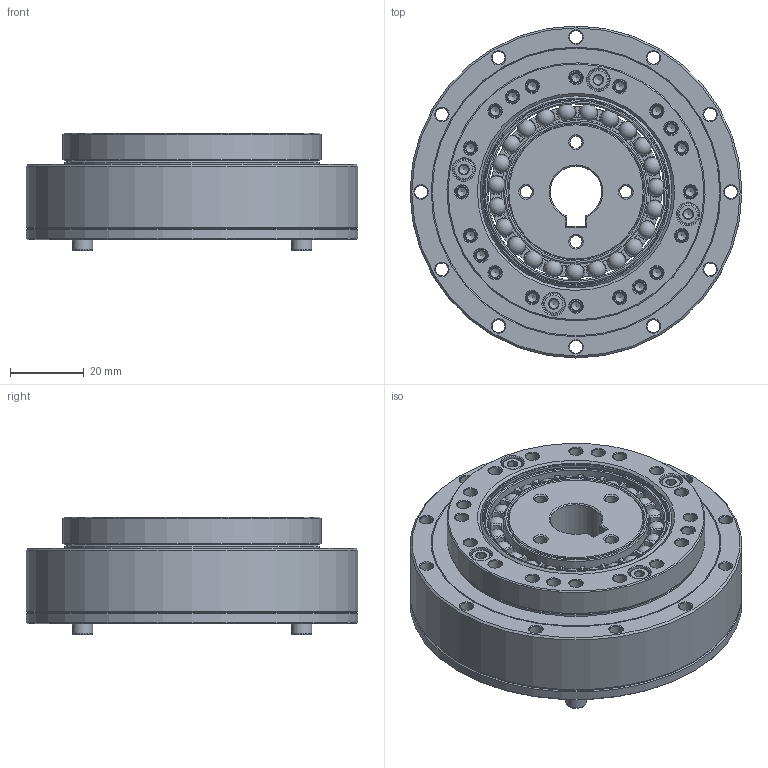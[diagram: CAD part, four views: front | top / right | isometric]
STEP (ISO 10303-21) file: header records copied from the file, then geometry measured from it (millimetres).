
FILE_DESCRIPTION(/* description */ (''),/* implementation_level */ '2;1');
FILE_NAME(/* name */ 'LHT-20-XX-U-I-DL-φ14.stp',/* time_stamp */ '2023-07-12T08:36:33+08:00',/* author */ (''),/* organization */ (''),/* preprocessor_version */ 'ST-DEVELOPER v16.7',/* originating_system */ 'SIEMENS PLM Software NX 12.0',/* authorisation */ '');
FILE_SCHEMA (('AUTOMOTIVE_DESIGN { 1 0 10303 214 3 1 1 1 }'));
Length unit declared in the file: millimetre
Products named in the file (13): EB375007-20KC-46; EB375007-20KC-01; TC-69x78x5; 发生器LSS-20-DL-φ14; O-75x1.5; O-55x0.5; GB-T70.1-2000,M3x8; GB-T70.1-2000,M3x10; 柔轮LHT-20; 刚轮LHT-20; EB375007-20KC; 交叉轴承LHT-20; LHT-20-XX-U-I-DL-φ14
Assembly tree (18 placements, depth 3):
  LHT-20-XX-U-I-DL-φ14
    交叉轴承LHT-20
      TC-69x78x5
    刚轮LHT-20
    柔轮LHT-20
    EB375007-20KC
      EB375007-20KC-01
      EB375007-20KC-46
    GB-T70.1-2000,M3x10  x4
    GB-T70.1-2000,M3x8  x4
    O-55x0.5
    O-75x1.5
    发生器LSS-20-DL-φ14
Bounding box: 90 x 90 x 32 mm (x, y, z)
Volume: 94778.1 mm3; surface area: 77443.9 mm2
Topology: 42 solids, 42 shells, 808 faces, 1907 edges, 1162 vertices
Faces by surface type: cone 282, plane 214, cylinder 199, torus 88, sphere 23, revolution 2
Full cylindrical faces by diameter (mm): 2.05 x2, 2.5 x32, 2.874 x8, 3.3 x4, 3.5 x56, 5.5 x8, 6 x4, 22 x1, 36 x1, 37 x2, 39.25 x2, 40.64 x1, 44 x1, 46.36 x1, 47.79 x2, 50 x2, 50.71 x1, 51.865 x1, 52.063 x1, 55 x2, 56.4 x1, 63.3 x1, 68.6 x1, 69 x2, 70 x2, 70.1 x2, 71.7 x2, 75 x1, 78 x3, 78.4 x1
Entity records: 17848 total; most frequent: CARTESIAN_POINT 4093, DIRECTION 2974, ORIENTED_EDGE 2006, AXIS2_PLACEMENT_3D 1412, EDGE_LOOP 1172, FACE_BOUND 1045, EDGE_CURVE 1003, VERTEX_POINT 878
